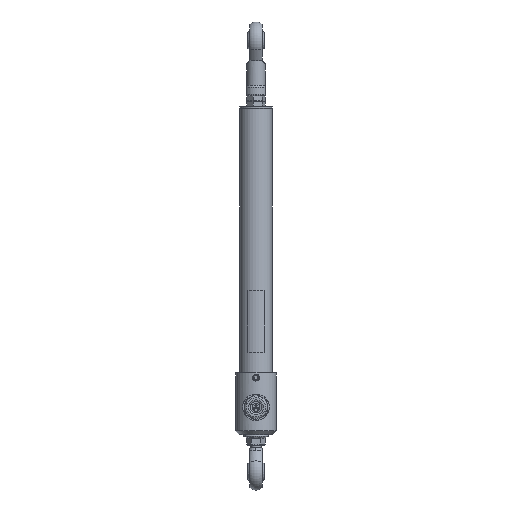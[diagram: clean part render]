
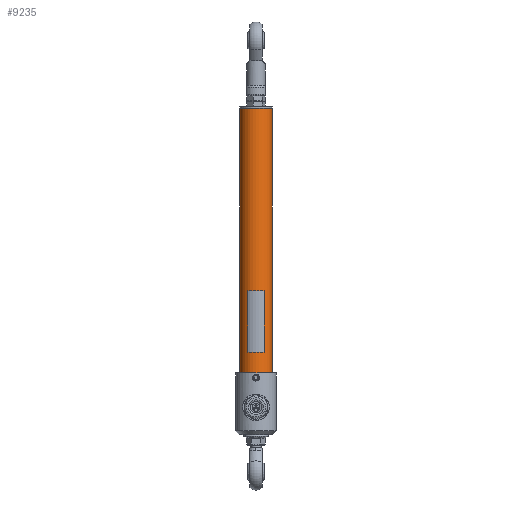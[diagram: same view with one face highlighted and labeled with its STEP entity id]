
A CAD part, front view. The second image highlights one B-rep face of the part: STEP entity #9235.
In plain terms, the highlighted cylindrical face has radius 8 mm (diameter 16 mm), a partial arc.
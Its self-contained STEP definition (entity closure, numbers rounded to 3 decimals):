
#6502 = FACE_OUTER_BOUND ( 'NONE', #9269, .T. ) ;
#6565 = DIRECTION ( 'NONE',  ( 1., 0., 0. ) ) ;
#6566 = DIRECTION ( 'NONE',  ( 0., 0., 1. ) ) ;
#6567 = CARTESIAN_POINT ( 'NONE',  ( 0., 0., -138.7 ) ) ;
#6572 = CYLINDRICAL_SURFACE ( 'NONE', #6573, 8. ) ;
#6573 = AXIS2_PLACEMENT_3D ( 'NONE', #6567, #6566, #6565 ) ;
#7619 = DIRECTION ( 'NONE',  ( -1., 0., 0. ) ) ;
#7620 = DIRECTION ( 'NONE',  ( 0., 0., 1. ) ) ;
#7621 = AXIS2_PLACEMENT_3D ( 'NONE', #7640, #7620, #7619 ) ;
#7622 = CIRCLE ( 'NONE', #7621, 8. ) ;
#7632 = DIRECTION ( 'NONE',  ( 1., 0., 0. ) ) ;
#7633 = DIRECTION ( 'NONE',  ( 0., 0., -1. ) ) ;
#7634 = CARTESIAN_POINT ( 'NONE',  ( 0., 0., -0.15 ) ) ;
#7635 = AXIS2_PLACEMENT_3D ( 'NONE', #7634, #7633, #7632 ) ;
#7640 = CARTESIAN_POINT ( 'NONE',  ( 0., 0., -129.5 ) ) ;
#7641 = CIRCLE ( 'NONE', #7635, 8. ) ;
#8180 = CARTESIAN_POINT ( 'NONE',  ( 8., 0., -138.7 ) ) ;
#8181 = LINE ( 'NONE', #8180, #8188 ) ;
#8188 = VECTOR ( 'NONE', #8269, 1000. ) ;
#8256 = DIRECTION ( 'NONE',  ( 0., 0., 1. ) ) ;
#8257 = VECTOR ( 'NONE', #8256, 1000. ) ;
#8258 = CARTESIAN_POINT ( 'NONE',  ( -8., 0., -138.7 ) ) ;
#8267 = LINE ( 'NONE', #8258, #8257 ) ;
#8269 = DIRECTION ( 'NONE',  ( 0., 0., 1. ) ) ;
#8351 = CARTESIAN_POINT ( 'NONE',  ( -8., 0., -129.5 ) ) ;
#8353 = CARTESIAN_POINT ( 'NONE',  ( 8., 0., -129.5 ) ) ;
#8388 = CARTESIAN_POINT ( 'NONE',  ( -8., 0., -0.15 ) ) ;
#8389 = CARTESIAN_POINT ( 'NONE',  ( 8., 0., -0.15 ) ) ;
#9235 = ADVANCED_FACE ( 'NONE', ( #6502 ), #6572, .T. ) ;
#9269 = EDGE_LOOP ( 'NONE', ( #9429, #9426, #9425, #9546 ) ) ;
#9425 = ORIENTED_EDGE ( 'NONE', *, *, #9697, .T. ) ;
#9426 = ORIENTED_EDGE ( 'NONE', *, *, #9547, .T. ) ;
#9429 = ORIENTED_EDGE ( 'NONE', *, *, #9699, .F. ) ;
#9541 = EDGE_CURVE ( 'NONE', #9725, #9723, #7641, .T. ) ;
#9546 = ORIENTED_EDGE ( 'NONE', *, *, #9541, .T. ) ;
#9547 = EDGE_CURVE ( 'NONE', #9729, #9718, #7622, .T. ) ;
#9697 = EDGE_CURVE ( 'NONE', #9718, #9725, #8181, .T. ) ;
#9699 = EDGE_CURVE ( 'NONE', #9729, #9723, #8267, .T. ) ;
#9718 = VERTEX_POINT ( 'NONE', #8353 ) ;
#9723 = VERTEX_POINT ( 'NONE', #8388 ) ;
#9725 = VERTEX_POINT ( 'NONE', #8389 ) ;
#9729 = VERTEX_POINT ( 'NONE', #8351 ) ;
